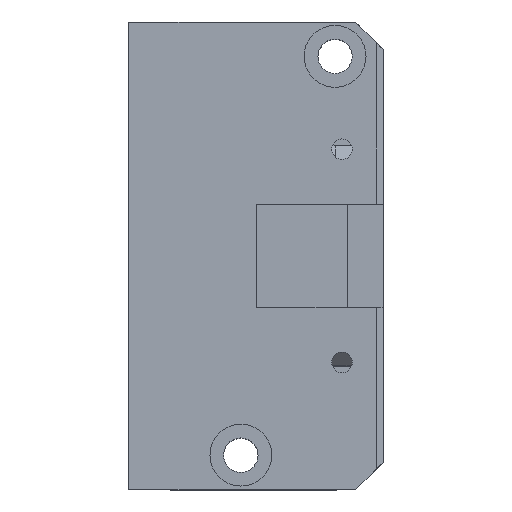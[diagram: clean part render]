
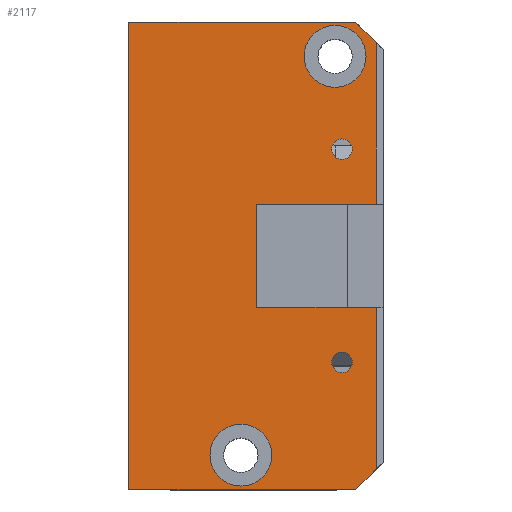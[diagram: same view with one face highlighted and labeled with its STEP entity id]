
A CAD part, top view. The second image highlights one B-rep face of the part: STEP entity #2117.
In plain terms, the highlighted planar face has unit normal (0, 0, 1).
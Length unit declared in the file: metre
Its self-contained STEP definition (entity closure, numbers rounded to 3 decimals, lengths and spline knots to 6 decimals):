
#43=CIRCLE('',#2259,0.0015);
#44=CIRCLE('',#2260,0.0015);
#45=CIRCLE('',#2261,0.0045);
#46=CIRCLE('',#2262,0.0045);
#221=ORIENTED_EDGE('',*,*,#796,.F.);
#222=ORIENTED_EDGE('',*,*,#797,.F.);
#223=ORIENTED_EDGE('',*,*,#798,.F.);
#224=ORIENTED_EDGE('',*,*,#799,.F.);
#225=ORIENTED_EDGE('',*,*,#800,.F.);
#226=ORIENTED_EDGE('',*,*,#801,.T.);
#227=ORIENTED_EDGE('',*,*,#802,.T.);
#228=ORIENTED_EDGE('',*,*,#785,.T.);
#229=ORIENTED_EDGE('',*,*,#803,.T.);
#230=ORIENTED_EDGE('',*,*,#757,.T.);
#231=ORIENTED_EDGE('',*,*,#804,.T.);
#232=ORIENTED_EDGE('',*,*,#805,.T.);
#233=ORIENTED_EDGE('',*,*,#806,.T.);
#234=ORIENTED_EDGE('',*,*,#807,.T.);
#757=EDGE_CURVE('',#1054,#1053,#1253,.T.);
#785=EDGE_CURVE('',#1074,#1073,#1276,.T.);
#796=EDGE_CURVE('',#1081,#1081,#43,.T.);
#797=EDGE_CURVE('',#1082,#1082,#44,.T.);
#798=EDGE_CURVE('',#1083,#1083,#45,.T.);
#799=EDGE_CURVE('',#1084,#1084,#46,.T.);
#800=EDGE_CURVE('',#1085,#1086,#1286,.T.);
#801=EDGE_CURVE('',#1085,#1087,#1287,.T.);
#802=EDGE_CURVE('',#1087,#1074,#1288,.F.);
#803=EDGE_CURVE('',#1073,#1054,#1289,.T.);
#804=EDGE_CURVE('',#1053,#1088,#1290,.F.);
#805=EDGE_CURVE('',#1088,#1089,#1291,.T.);
#806=EDGE_CURVE('',#1089,#1090,#1292,.T.);
#807=EDGE_CURVE('',#1090,#1086,#1293,.T.);
#1053=VERTEX_POINT('',#3117);
#1054=VERTEX_POINT('',#3119);
#1073=VERTEX_POINT('',#3175);
#1074=VERTEX_POINT('',#3177);
#1081=VERTEX_POINT('',#3205);
#1082=VERTEX_POINT('',#3207);
#1083=VERTEX_POINT('',#3209);
#1084=VERTEX_POINT('',#3211);
#1085=VERTEX_POINT('',#3213);
#1086=VERTEX_POINT('',#3214);
#1087=VERTEX_POINT('',#3216);
#1088=VERTEX_POINT('',#3220);
#1089=VERTEX_POINT('',#3222);
#1090=VERTEX_POINT('',#3224);
#1253=LINE('',#3118,#1508);
#1276=LINE('',#3176,#1531);
#1286=LINE('',#3212,#1541);
#1287=LINE('',#3215,#1542);
#1288=LINE('',#3217,#1543);
#1289=LINE('',#3218,#1544);
#1290=LINE('',#3219,#1545);
#1291=LINE('',#3221,#1546);
#1292=LINE('',#3223,#1547);
#1293=LINE('',#3225,#1548);
#1508=VECTOR('',#2491,1.);
#1531=VECTOR('',#2530,1.);
#1541=VECTOR('',#2556,1.);
#1542=VECTOR('',#2557,1.);
#1543=VECTOR('',#2558,1.);
#1544=VECTOR('',#2559,1.);
#1545=VECTOR('',#2560,1.);
#1546=VECTOR('',#2561,1.);
#1547=VECTOR('',#2562,1.);
#1548=VECTOR('',#2563,1.);
#1715=EDGE_LOOP('',(#221));
#1716=EDGE_LOOP('',(#222));
#1717=EDGE_LOOP('',(#223));
#1718=EDGE_LOOP('',(#224));
#1719=EDGE_LOOP('',(#225,#226,#227,#228,#229,#230,#231,#232,#233,#234));
#1873=FACE_BOUND('',#1715,.T.);
#1874=FACE_BOUND('',#1716,.T.);
#1875=FACE_BOUND('',#1717,.T.);
#1876=FACE_BOUND('',#1718,.T.);
#1877=FACE_BOUND('',#1719,.T.);
#2017=PLANE('',#2258);
#2117=ADVANCED_FACE('',(#1873,#1874,#1875,#1876,#1877),#2017,.T.);
#2258=AXIS2_PLACEMENT_3D('',#3203,#2546,#2547);
#2259=AXIS2_PLACEMENT_3D('',#3204,#2548,#2549);
#2260=AXIS2_PLACEMENT_3D('',#3206,#2550,#2551);
#2261=AXIS2_PLACEMENT_3D('',#3208,#2552,#2553);
#2262=AXIS2_PLACEMENT_3D('',#3210,#2554,#2555);
#2491=DIRECTION('',(1.,0.,0.));
#2530=DIRECTION('',(-1.,0.,0.));
#2546=DIRECTION('',(0.,0.,1.));
#2547=DIRECTION('',(1.,0.,0.));
#2548=DIRECTION('',(0.,0.,1.));
#2549=DIRECTION('',(0.,-1.,0.));
#2550=DIRECTION('',(0.,0.,1.));
#2551=DIRECTION('',(0.,-1.,0.));
#2552=DIRECTION('',(0.,0.,1.));
#2553=DIRECTION('',(0.,-1.,0.));
#2554=DIRECTION('',(0.,0.,1.));
#2555=DIRECTION('',(0.,-1.,0.));
#2556=DIRECTION('',(-1.,0.,0.));
#2557=DIRECTION('',(0.,1.,0.));
#2558=DIRECTION('',(0.707,-0.707,0.));
#2559=DIRECTION('',(0.,-1.,0.));
#2560=DIRECTION('',(-0.707,-0.707,0.));
#2561=DIRECTION('',(0.,1.,0.));
#2562=DIRECTION('',(-1.,0.,0.));
#2563=DIRECTION('',(0.,1.,0.));
#3117=CARTESIAN_POINT('',(0.0177,-0.032,0.05));
#3118=CARTESIAN_POINT('',(0.0032,-0.032,0.05));
#3119=CARTESIAN_POINT('',(-0.0153,-0.032,0.05));
#3175=CARTESIAN_POINT('',(-0.0153,0.036,0.05));
#3176=CARTESIAN_POINT('',(0.0032,0.036,0.05));
#3177=CARTESIAN_POINT('',(0.0177,0.036,0.05));
#3203=CARTESIAN_POINT('',(0.0032,0.002,0.05));
#3204=CARTESIAN_POINT('',(0.0157,-0.0135,0.05));
#3205=CARTESIAN_POINT('',(0.0157,-0.015,0.05));
#3206=CARTESIAN_POINT('',(0.0157,0.0175,0.05));
#3207=CARTESIAN_POINT('',(0.0157,0.016,0.05));
#3208=CARTESIAN_POINT('',(0.0147,0.031,0.05));
#3209=CARTESIAN_POINT('',(0.0147,0.0265,0.05));
#3210=CARTESIAN_POINT('',(0.001,-0.027,0.05));
#3211=CARTESIAN_POINT('',(0.001,-0.0315,0.05));
#3212=CARTESIAN_POINT('',(0.0032,0.0095,0.05));
#3213=CARTESIAN_POINT('',(0.0207,0.0095,0.05));
#3214=CARTESIAN_POINT('',(0.0033,0.0095,0.05));
#3215=CARTESIAN_POINT('',(0.0207,0.032,0.05));
#3216=CARTESIAN_POINT('',(0.0207,0.033,0.05));
#3217=CARTESIAN_POINT('',(0.02745,0.02625,0.05));
#3218=CARTESIAN_POINT('',(-0.0153,0.002,0.05));
#3219=CARTESIAN_POINT('',(0.02745,-0.02225,0.05));
#3220=CARTESIAN_POINT('',(0.0207,-0.029,0.05));
#3221=CARTESIAN_POINT('',(0.0207,-0.0055,0.05));
#3222=CARTESIAN_POINT('',(0.0207,-0.0055,0.05));
#3223=CARTESIAN_POINT('',(0.0032,-0.0055,0.05));
#3224=CARTESIAN_POINT('',(0.0033,-0.0055,0.05));
#3225=CARTESIAN_POINT('',(0.0033,0.002,0.05));
